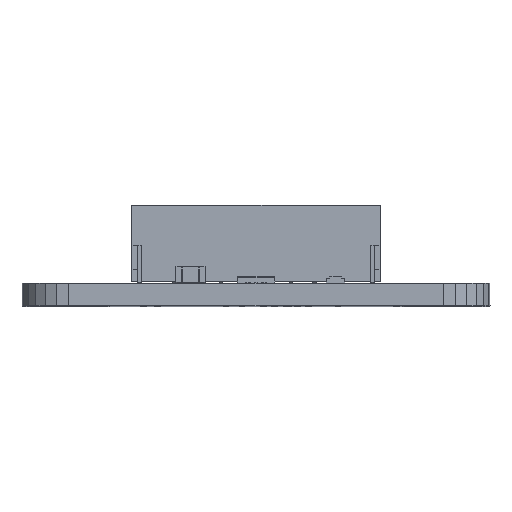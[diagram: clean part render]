
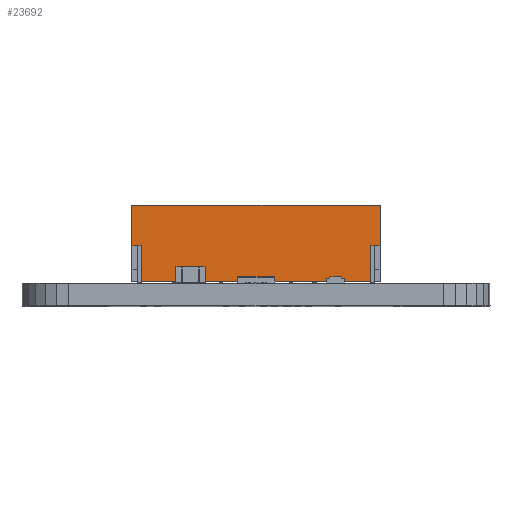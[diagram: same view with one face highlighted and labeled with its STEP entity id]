
A CAD part, top view. The second image highlights one B-rep face of the part: STEP entity #23692.
In plain terms, the highlighted face is planar.
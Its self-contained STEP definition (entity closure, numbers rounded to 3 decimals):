
#682 = ORIENTED_EDGE ( 'NONE', *, *, #7490, .F. ) ;
#827 = EDGE_CURVE ( 'NONE', #12332, #6222, #9443, .T. ) ;
#974 = VECTOR ( 'NONE', #21364, 1000. ) ;
#1533 = FACE_OUTER_BOUND ( 'NONE', #12578, .T. ) ;
#1683 = DIRECTION ( 'NONE',  ( -1., 0., 0. ) ) ;
#2285 = CARTESIAN_POINT ( 'NONE',  ( 6.625, -5.87, 4.2 ) ) ;
#2305 = DIRECTION ( 'NONE',  ( -1., 0., 0. ) ) ;
#2720 = VERTEX_POINT ( 'NONE', #24855 ) ;
#2886 = DIRECTION ( 'NONE',  ( 1., 0., 0. ) ) ;
#2980 = DIRECTION ( 'NONE',  ( -1., 0., 0. ) ) ;
#3135 = ORIENTED_EDGE ( 'NONE', *, *, #20922, .F. ) ;
#3137 = CARTESIAN_POINT ( 'NONE',  ( -6.625, -5.87, 2.175 ) ) ;
#3240 = DIRECTION ( 'NONE',  ( 0., 0., 1. ) ) ;
#3441 = VECTOR ( 'NONE', #2886, 1000. ) ;
#3980 = CARTESIAN_POINT ( 'NONE',  ( -6.125, -5.87, 2.05 ) ) ;
#4288 = CARTESIAN_POINT ( 'NONE',  ( -6.625, -5.87, 4.2 ) ) ;
#4747 = DIRECTION ( 'NONE',  ( 0., 1., 0. ) ) ;
#5172 = DIRECTION ( 'NONE',  ( 0., 0., 1. ) ) ;
#5196 = EDGE_CURVE ( 'NONE', #6222, #19275, #18559, .T. ) ;
#5537 = DIRECTION ( 'NONE',  ( -1., 0., 0. ) ) ;
#5716 = EDGE_CURVE ( 'NONE', #25356, #8027, #27991, .T. ) ;
#5923 = DIRECTION ( 'NONE',  ( -1., 0., 0. ) ) ;
#6222 = VERTEX_POINT ( 'NONE', #9607 ) ;
#6573 = VECTOR ( 'NONE', #16377, 1000. ) ;
#6682 = AXIS2_PLACEMENT_3D ( 'NONE', #2285, #4747, #11132 ) ;
#7038 = EDGE_CURVE ( 'NONE', #16255, #25356, #27179, .T. ) ;
#7490 = EDGE_CURVE ( 'NONE', #8027, #28382, #16769, .T. ) ;
#7954 = ORIENTED_EDGE ( 'NONE', *, *, #827, .F. ) ;
#8027 = VERTEX_POINT ( 'NONE', #14167 ) ;
#8066 = VERTEX_POINT ( 'NONE', #12668 ) ;
#8375 = LINE ( 'NONE', #9113, #19630 ) ;
#8439 = ORIENTED_EDGE ( 'NONE', *, *, #7038, .F. ) ;
#8543 = VECTOR ( 'NONE', #2980, 1000. ) ;
#9113 = CARTESIAN_POINT ( 'NONE',  ( 0., -5.87, 2.05 ) ) ;
#9443 = LINE ( 'NONE', #9487, #3441 ) ;
#9480 = VERTEX_POINT ( 'NONE', #3980 ) ;
#9487 = CARTESIAN_POINT ( 'NONE',  ( 6.625, -5.87, 4.2 ) ) ;
#9607 = CARTESIAN_POINT ( 'NONE',  ( 6.625, -5.87, 4.2 ) ) ;
#9841 = CARTESIAN_POINT ( 'NONE',  ( 6.325, -5.87, 2.05 ) ) ;
#10193 = EDGE_CURVE ( 'NONE', #19275, #16255, #18266, .T. ) ;
#10277 = EDGE_CURVE ( 'NONE', #28382, #9480, #12643, .T. ) ;
#10540 = VECTOR ( 'NONE', #1683, 1000. ) ;
#11132 = DIRECTION ( 'NONE',  ( 0., 0., -1. ) ) ;
#11435 = CARTESIAN_POINT ( 'NONE',  ( -6.125, -5.87, 0.15 ) ) ;
#12332 = VERTEX_POINT ( 'NONE', #4288 ) ;
#12350 = EDGE_CURVE ( 'NONE', #8066, #2720, #8375, .T. ) ;
#12578 = EDGE_LOOP ( 'NONE', ( #8439, #26056, #23558, #7954, #3135, #20411, #24113, #26669, #682, #14126 ) ) ;
#12643 = LINE ( 'NONE', #27382, #19357 ) ;
#12668 = CARTESIAN_POINT ( 'NONE',  ( -6.325, -5.87, 2.05 ) ) ;
#14126 = ORIENTED_EDGE ( 'NONE', *, *, #5716, .F. ) ;
#14167 = CARTESIAN_POINT ( 'NONE',  ( 6.125, -5.87, 0.15 ) ) ;
#15246 = CARTESIAN_POINT ( 'NONE',  ( 6.125, -5.87, 2.05 ) ) ;
#15725 = VECTOR ( 'NONE', #3240, 1000. ) ;
#16255 = VERTEX_POINT ( 'NONE', #9841 ) ;
#16377 = DIRECTION ( 'NONE',  ( 0., 0., -1. ) ) ;
#16769 = LINE ( 'NONE', #21568, #19628 ) ;
#17437 = EDGE_CURVE ( 'NONE', #9480, #8066, #20489, .T. ) ;
#18266 = LINE ( 'NONE', #24240, #10540 ) ;
#18559 = LINE ( 'NONE', #19100, #974 ) ;
#19100 = CARTESIAN_POINT ( 'NONE',  ( 6.625, -5.87, 2.175 ) ) ;
#19206 = CARTESIAN_POINT ( 'NONE',  ( 0., -5.87, 2.05 ) ) ;
#19275 = VERTEX_POINT ( 'NONE', #21715 ) ;
#19357 = VECTOR ( 'NONE', #5172, 1000. ) ;
#19628 = VECTOR ( 'NONE', #5537, 1000. ) ;
#19630 = VECTOR ( 'NONE', #2305, 1000. ) ;
#20411 = ORIENTED_EDGE ( 'NONE', *, *, #12350, .F. ) ;
#20489 = LINE ( 'NONE', #22965, #8543 ) ;
#20922 = EDGE_CURVE ( 'NONE', #2720, #12332, #27663, .T. ) ;
#21219 = VECTOR ( 'NONE', #5923, 1000. ) ;
#21364 = DIRECTION ( 'NONE',  ( 0., 0., -1. ) ) ;
#21568 = CARTESIAN_POINT ( 'NONE',  ( 0., -5.87, 0.15 ) ) ;
#21715 = CARTESIAN_POINT ( 'NONE',  ( 6.625, -5.87, 2.05 ) ) ;
#22965 = CARTESIAN_POINT ( 'NONE',  ( 0., -5.87, 2.05 ) ) ;
#23558 = ORIENTED_EDGE ( 'NONE', *, *, #5196, .F. ) ;
#23692 = ADVANCED_FACE ( 'NONE', ( #1533 ), #24809, .F. ) ;
#24113 = ORIENTED_EDGE ( 'NONE', *, *, #17437, .F. ) ;
#24240 = CARTESIAN_POINT ( 'NONE',  ( 0., -5.87, 2.05 ) ) ;
#24809 = PLANE ( 'NONE',  #6682 ) ;
#24855 = CARTESIAN_POINT ( 'NONE',  ( -6.625, -5.87, 2.05 ) ) ;
#25356 = VERTEX_POINT ( 'NONE', #15246 ) ;
#26056 = ORIENTED_EDGE ( 'NONE', *, *, #10193, .F. ) ;
#26669 = ORIENTED_EDGE ( 'NONE', *, *, #10277, .F. ) ;
#27179 = LINE ( 'NONE', #19206, #21219 ) ;
#27382 = CARTESIAN_POINT ( 'NONE',  ( -6.125, -5.87, 2.175 ) ) ;
#27593 = CARTESIAN_POINT ( 'NONE',  ( 6.125, -5.87, 2.175 ) ) ;
#27663 = LINE ( 'NONE', #3137, #15725 ) ;
#27991 = LINE ( 'NONE', #27593, #6573 ) ;
#28382 = VERTEX_POINT ( 'NONE', #11435 ) ;
